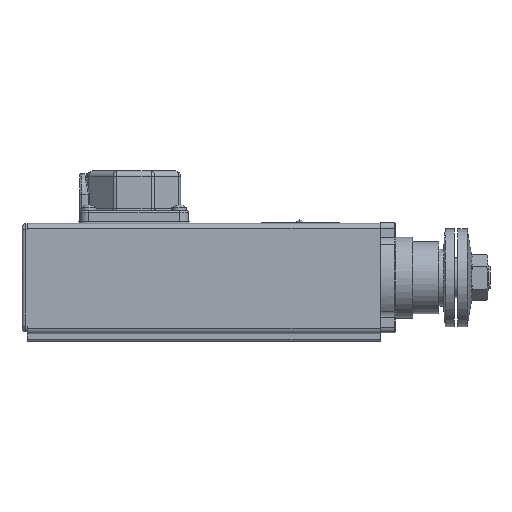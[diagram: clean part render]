
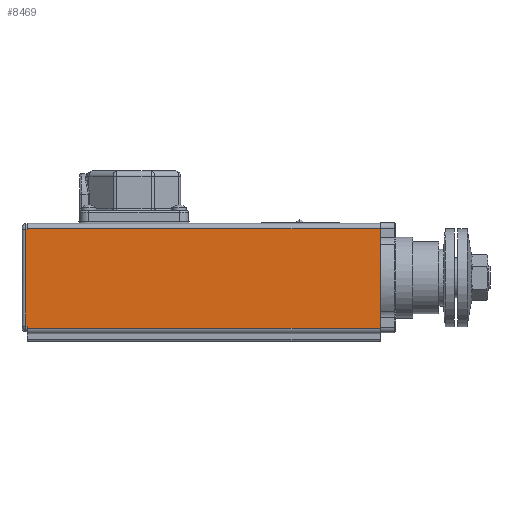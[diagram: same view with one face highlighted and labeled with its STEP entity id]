
A CAD part, left-side view. The second image highlights one B-rep face of the part: STEP entity #8469.
In plain terms, the highlighted planar face has unit normal (-1, 0, 0).
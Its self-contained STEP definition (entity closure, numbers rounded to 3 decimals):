
#8398=CARTESIAN_POINT('',(-35.,197.5,-31.));
#8399=DIRECTION('',(1.,0.,-0.));
#8400=DIRECTION('',(-0.,0.,-1.));
#8401=AXIS2_PLACEMENT_3D('',#8398,#8399,#8400);
#8402=PLANE('',#8401);
#8403=CARTESIAN_POINT('',(-35.,197.5,-28.));
#8404=VERTEX_POINT('',#8403);
#8405=CARTESIAN_POINT('',(-35.,2.5,-28.));
#8406=VERTEX_POINT('',#8405);
#8407=CARTESIAN_POINT('',(-35.,197.5,-28.));
#8408=DIRECTION('',(0.,-1.,0.));
#8409=VECTOR('',#8408,195.);
#8410=LINE('',#8407,#8409);
#8411=EDGE_CURVE('',#8404,#8406,#8410,.T.);
#8412=ORIENTED_EDGE('',*,*,#8411,.T.);
#8413=CARTESIAN_POINT('',(-35.,2.5,27.));
#8414=VERTEX_POINT('',#8413);
#8415=CARTESIAN_POINT('',(-35.,2.5,-28.));
#8416=DIRECTION('',(0.,0.,1.));
#8417=VECTOR('',#8416,55.);
#8418=LINE('',#8415,#8417);
#8419=EDGE_CURVE('',#8406,#8414,#8418,.T.);
#8420=ORIENTED_EDGE('',*,*,#8419,.T.);
#8421=CARTESIAN_POINT('',(-35.,197.5,27.));
#8422=VERTEX_POINT('',#8421);
#8423=CARTESIAN_POINT('',(-35.,2.5,27.));
#8424=DIRECTION('',(-0.,1.,0.));
#8425=VECTOR('',#8424,195.);
#8426=LINE('',#8423,#8425);
#8427=EDGE_CURVE('',#8414,#8422,#8426,.T.);
#8428=ORIENTED_EDGE('',*,*,#8427,.T.);
#8429=CARTESIAN_POINT('',(-35.,197.5,26.75));
#8430=VERTEX_POINT('',#8429);
#8431=CARTESIAN_POINT('',(-35.,197.5,26.75));
#8432=DIRECTION('',(0.,0.,1.));
#8433=VECTOR('',#8432,0.25);
#8434=LINE('',#8431,#8433);
#8435=EDGE_CURVE('',#8430,#8422,#8434,.T.);
#8436=ORIENTED_EDGE('',*,*,#8435,.F.);
#8437=CARTESIAN_POINT('',(-35.,198.5,26.75));
#8438=VERTEX_POINT('',#8437);
#8439=CARTESIAN_POINT('',(-35.,197.5,26.75));
#8440=DIRECTION('',(-0.,1.,0.));
#8441=VECTOR('',#8440,1.);
#8442=LINE('',#8439,#8441);
#8443=EDGE_CURVE('',#8430,#8438,#8442,.T.);
#8444=ORIENTED_EDGE('',*,*,#8443,.T.);
#8445=CARTESIAN_POINT('',(-35.,198.5,-26.75));
#8446=VERTEX_POINT('',#8445);
#8447=CARTESIAN_POINT('',(-35.,198.5,26.75));
#8448=DIRECTION('',(0.,0.,-1.));
#8449=VECTOR('',#8448,53.5);
#8450=LINE('',#8447,#8449);
#8451=EDGE_CURVE('',#8438,#8446,#8450,.T.);
#8452=ORIENTED_EDGE('',*,*,#8451,.T.);
#8453=CARTESIAN_POINT('',(-35.,197.5,-26.75));
#8454=VERTEX_POINT('',#8453);
#8455=CARTESIAN_POINT('',(-35.,198.5,-26.75));
#8456=DIRECTION('',(0.,-1.,0.));
#8457=VECTOR('',#8456,1.);
#8458=LINE('',#8455,#8457);
#8459=EDGE_CURVE('',#8446,#8454,#8458,.T.);
#8460=ORIENTED_EDGE('',*,*,#8459,.T.);
#8461=CARTESIAN_POINT('',(-35.,197.5,-28.));
#8462=DIRECTION('',(0.,0.,1.));
#8463=VECTOR('',#8462,1.25);
#8464=LINE('',#8461,#8463);
#8465=EDGE_CURVE('',#8404,#8454,#8464,.T.);
#8466=ORIENTED_EDGE('',*,*,#8465,.F.);
#8467=EDGE_LOOP('',(#8412,#8420,#8428,#8436,#8444,#8452,#8460,#8466));
#8468=FACE_BOUND('',#8467,.T.);
#8469=ADVANCED_FACE('',(#8468),#8402,.F.);
